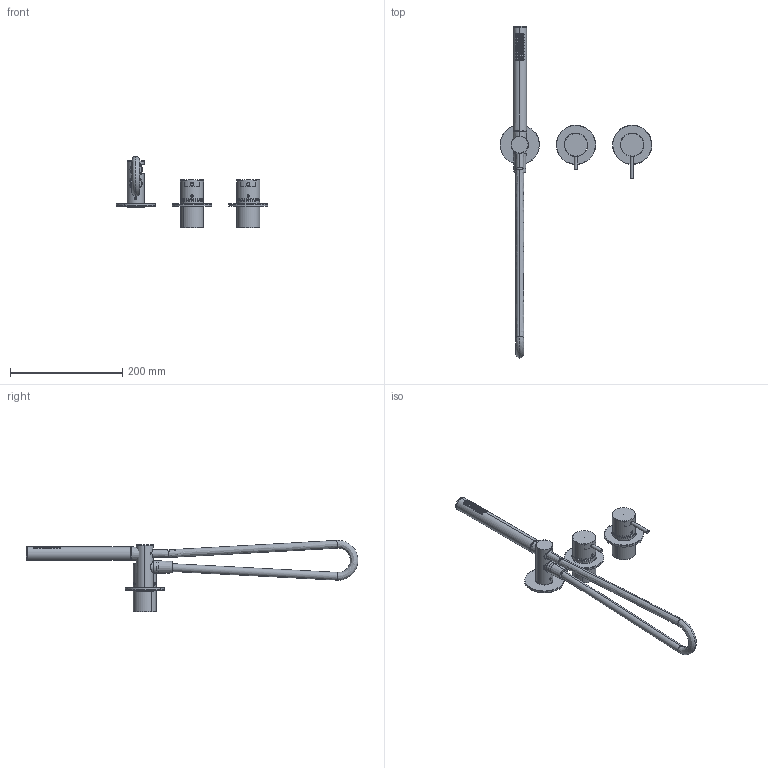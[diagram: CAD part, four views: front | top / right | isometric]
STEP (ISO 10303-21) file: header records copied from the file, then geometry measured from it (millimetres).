
FILE_DESCRIPTION (( 'STEP AP214' ), '1' );
FILE_NAME ('C35.0023 3D.STEP', '2023-01-19T15:32:32', ( '' ), ( '' ), 'SwSTEP 2.0', 'SolidWorks 2022', '' );
FILE_SCHEMA (( 'AUTOMOTIVE_DESIGN' ));
Length unit declared in the file: millimetre
Products named in the file (14): 0057.003.00; 0039.015.00.STEP; FLEXIVEL_TOMADA__GUA_CILINDRICA_LATERAL_PARA_MON_AO_CHAO.STEP; CHUVEIRO MAO.STEP; C35.0023 3D; 0044.000.25.STEP; 0041.003.00.STEP; 0039.006.00.STEP; 0057.001.00.STEP; Pomulo Ø6; 0046.000.03.STEP; 0044.000.23.STEP; 0041.001.00.STEP; C35.0023.STEP
Assembly tree (14 placements, depth 3):
  C35.0023 3D
    C35.0023.STEP
      FLEXIVEL_TOMADA__GUA_CILINDRICA_LATERAL_PARA_MON_AO_CHAO.STEP
      0044.000.25.STEP
      0046.000.03.STEP
      0039.006.00.STEP
      0039.015.00.STEP  x2
      0044.000.23.STEP
      0057.001.00.STEP
      0041.003.00.STEP
      0041.001.00.STEP
      CHUVEIRO MAO.STEP
    0057.003.00
    Pomulo Ø6
Bounding box: 269.92 x 590.58 x 126.52 mm (x, y, z)
Volume: 334620.1 mm3; surface area: 154085.2 mm2
Topology: 15 solids, 15 shells, 971 faces, 2329 edges, 1483 vertices
Faces by surface type: cylinder 303, bspline 258, plane 198, cone 154, torus 54, sphere 4
Entity records: 64980 total; most frequent: CARTESIAN_POINT 43086, ORIENTED_EDGE 4530, DIRECTION 3416, EDGE_CURVE 2265, VERTEX_POINT 1455, AXIS2_PLACEMENT_3D 1426, EDGE_LOOP 1080, B_SPLINE_CURVE_WITH_KNOTS 966
